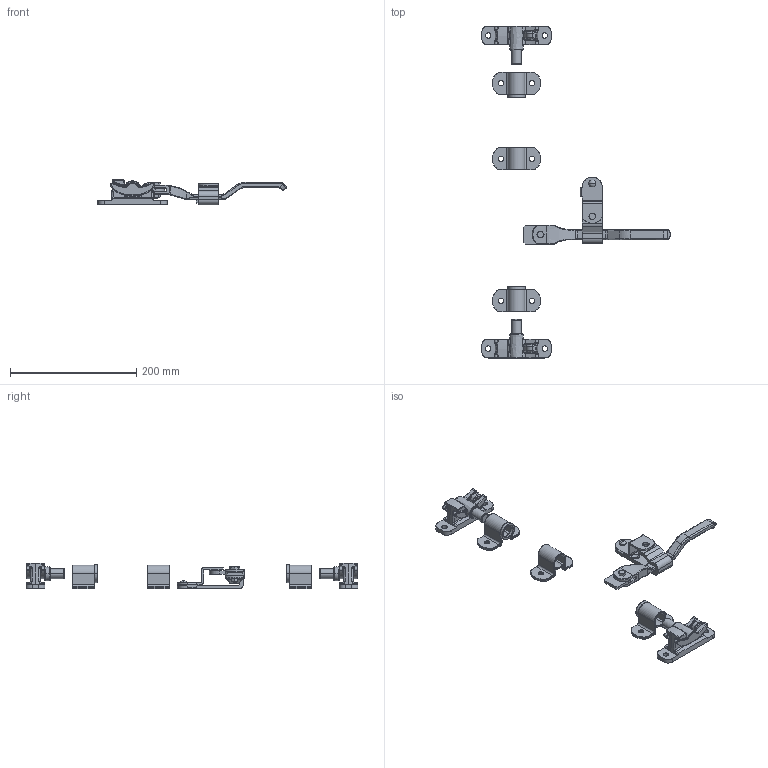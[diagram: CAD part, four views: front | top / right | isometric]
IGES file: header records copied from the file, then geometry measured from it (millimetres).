
Start section: SolidWorks IGES file using analytic representation for surfaces
Global section: file name: FA-1810-3A.IGS; native system: SolidWorks 2018; preprocessor: SolidWorks 2018; author: 1300nh; date: 210308.114215; units: millimetre
Bounding box: 298.61 x 526 x 41 mm (x, y, z)
Surface area: 129355.1 mm2 (no closed solid volume)
Topology: 0 solids, 0 shells, 846 faces, 10293 edges, 10284 vertices
Faces by surface type: bspline 449, revolution 397
